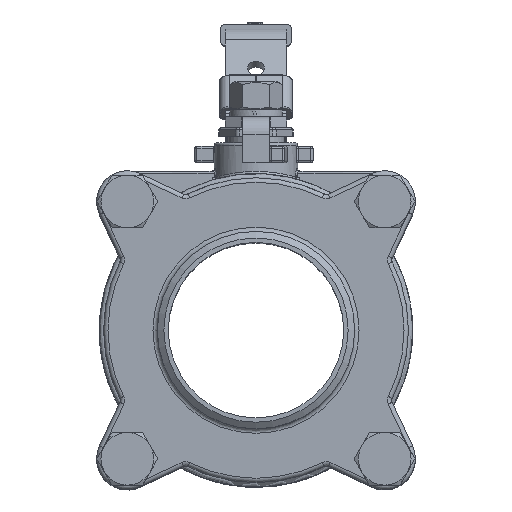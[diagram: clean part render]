
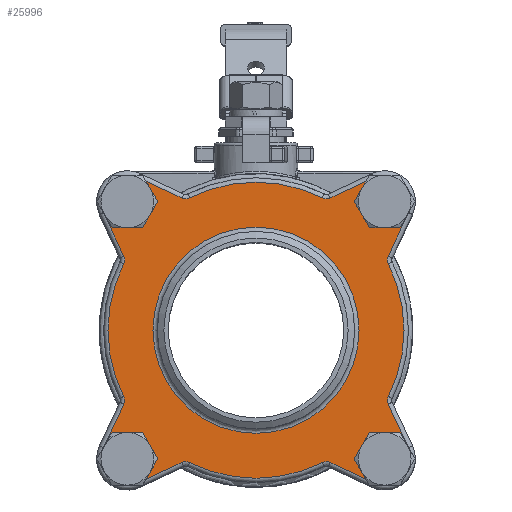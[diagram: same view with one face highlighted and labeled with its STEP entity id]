
A CAD part, top view. The second image highlights one B-rep face of the part: STEP entity #25996.
In plain terms, the highlighted planar face has unit normal (0, 0, 1).
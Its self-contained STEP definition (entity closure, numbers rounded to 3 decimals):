
#1823=LINE('',#35642,#3757);
#1824=LINE('',#35650,#3758);
#1825=LINE('',#35654,#3759);
#1826=LINE('',#35662,#3760);
#1827=LINE('',#35666,#3761);
#1828=LINE('',#35674,#3762);
#1829=LINE('',#35678,#3763);
#1830=LINE('',#35685,#3764);
#3757=VECTOR('',#29848,21.949);
#3758=VECTOR('',#29855,21.949);
#3759=VECTOR('',#29858,21.949);
#3760=VECTOR('',#29865,21.949);
#3761=VECTOR('',#29868,21.949);
#3762=VECTOR('',#29875,21.949);
#3763=VECTOR('',#29878,21.949);
#3764=VECTOR('',#29885,21.949);
#5896=FACE_BOUND('',#7710,.T.);
#6167=FACE_OUTER_BOUND('',#7709,.T.);
#7709=EDGE_LOOP('',(#16765,#16766,#16767,#16768,#16769,#16770,#16771,#16772,
#16773,#16774,#16775,#16776,#16777,#16778,#16779,#16780,#16781,#16782,#16783,
#16784,#16785,#16786,#16787,#16788));
#7710=EDGE_LOOP('',(#16789));
#9357=CIRCLE('',#27645,12.);
#9358=CIRCLE('',#27647,4.);
#9359=CIRCLE('',#27648,67.5);
#9360=CIRCLE('',#27649,4.);
#9361=CIRCLE('',#27650,12.);
#9362=CIRCLE('',#27651,4.);
#9363=CIRCLE('',#27652,67.5);
#9364=CIRCLE('',#27653,4.);
#9365=CIRCLE('',#27654,12.);
#9366=CIRCLE('',#27655,4.);
#9367=CIRCLE('',#27656,67.5);
#9368=CIRCLE('',#27657,4.);
#9369=CIRCLE('',#27658,12.);
#9370=CIRCLE('',#27659,4.);
#9371=CIRCLE('',#27660,67.5);
#9372=CIRCLE('',#27661,4.);
#9373=CIRCLE('',#27662,47.);
#10212=VERTEX_POINT('',#35636);
#10213=VERTEX_POINT('',#35637);
#10214=VERTEX_POINT('',#35641);
#10215=VERTEX_POINT('',#35643);
#10216=VERTEX_POINT('',#35645);
#10217=VERTEX_POINT('',#35647);
#10218=VERTEX_POINT('',#35649);
#10219=VERTEX_POINT('',#35651);
#10220=VERTEX_POINT('',#35653);
#10221=VERTEX_POINT('',#35655);
#10222=VERTEX_POINT('',#35657);
#10223=VERTEX_POINT('',#35659);
#10224=VERTEX_POINT('',#35661);
#10225=VERTEX_POINT('',#35663);
#10226=VERTEX_POINT('',#35665);
#10227=VERTEX_POINT('',#35667);
#10228=VERTEX_POINT('',#35669);
#10229=VERTEX_POINT('',#35671);
#10230=VERTEX_POINT('',#35673);
#10231=VERTEX_POINT('',#35675);
#10232=VERTEX_POINT('',#35677);
#10233=VERTEX_POINT('',#35679);
#10234=VERTEX_POINT('',#35681);
#10235=VERTEX_POINT('',#35683);
#10236=VERTEX_POINT('',#35686);
#12731=EDGE_CURVE('',#10213,#10212,#9357,.T.);
#12732=EDGE_CURVE('',#10214,#10212,#1823,.T.);
#12733=EDGE_CURVE('',#10215,#10214,#9358,.T.);
#12734=EDGE_CURVE('',#10216,#10215,#9359,.T.);
#12735=EDGE_CURVE('',#10217,#10216,#9360,.T.);
#12736=EDGE_CURVE('',#10218,#10217,#1824,.T.);
#12737=EDGE_CURVE('',#10218,#10219,#9361,.T.);
#12738=EDGE_CURVE('',#10220,#10219,#1825,.T.);
#12739=EDGE_CURVE('',#10221,#10220,#9362,.T.);
#12740=EDGE_CURVE('',#10222,#10221,#9363,.T.);
#12741=EDGE_CURVE('',#10223,#10222,#9364,.T.);
#12742=EDGE_CURVE('',#10224,#10223,#1826,.T.);
#12743=EDGE_CURVE('',#10224,#10225,#9365,.T.);
#12744=EDGE_CURVE('',#10226,#10225,#1827,.T.);
#12745=EDGE_CURVE('',#10227,#10226,#9366,.T.);
#12746=EDGE_CURVE('',#10228,#10227,#9367,.T.);
#12747=EDGE_CURVE('',#10229,#10228,#9368,.T.);
#12748=EDGE_CURVE('',#10230,#10229,#1828,.T.);
#12749=EDGE_CURVE('',#10230,#10231,#9369,.T.);
#12750=EDGE_CURVE('',#10232,#10231,#1829,.T.);
#12751=EDGE_CURVE('',#10233,#10232,#9370,.T.);
#12752=EDGE_CURVE('',#10234,#10233,#9371,.T.);
#12753=EDGE_CURVE('',#10235,#10234,#9372,.T.);
#12754=EDGE_CURVE('',#10213,#10235,#1830,.T.);
#12755=EDGE_CURVE('',#10236,#10236,#9373,.T.);
#16765=ORIENTED_EDGE('',*,*,#12731,.T.);
#16766=ORIENTED_EDGE('',*,*,#12732,.F.);
#16767=ORIENTED_EDGE('',*,*,#12733,.F.);
#16768=ORIENTED_EDGE('',*,*,#12734,.F.);
#16769=ORIENTED_EDGE('',*,*,#12735,.F.);
#16770=ORIENTED_EDGE('',*,*,#12736,.F.);
#16771=ORIENTED_EDGE('',*,*,#12737,.T.);
#16772=ORIENTED_EDGE('',*,*,#12738,.F.);
#16773=ORIENTED_EDGE('',*,*,#12739,.F.);
#16774=ORIENTED_EDGE('',*,*,#12740,.F.);
#16775=ORIENTED_EDGE('',*,*,#12741,.F.);
#16776=ORIENTED_EDGE('',*,*,#12742,.F.);
#16777=ORIENTED_EDGE('',*,*,#12743,.T.);
#16778=ORIENTED_EDGE('',*,*,#12744,.F.);
#16779=ORIENTED_EDGE('',*,*,#12745,.F.);
#16780=ORIENTED_EDGE('',*,*,#12746,.F.);
#16781=ORIENTED_EDGE('',*,*,#12747,.F.);
#16782=ORIENTED_EDGE('',*,*,#12748,.F.);
#16783=ORIENTED_EDGE('',*,*,#12749,.T.);
#16784=ORIENTED_EDGE('',*,*,#12750,.F.);
#16785=ORIENTED_EDGE('',*,*,#12751,.F.);
#16786=ORIENTED_EDGE('',*,*,#12752,.F.);
#16787=ORIENTED_EDGE('',*,*,#12753,.F.);
#16788=ORIENTED_EDGE('',*,*,#12754,.F.);
#16789=ORIENTED_EDGE('',*,*,#12755,.F.);
#23816=PLANE('',#27646);
#25996=ADVANCED_FACE('',(#6167,#5896),#23816,.T.);
#27645=AXIS2_PLACEMENT_3D('',#35639,#29844,#29845);
#27646=AXIS2_PLACEMENT_3D('',#35640,#29846,#29847);
#27647=AXIS2_PLACEMENT_3D('',#35644,#29849,#29850);
#27648=AXIS2_PLACEMENT_3D('',#35646,#29851,#29852);
#27649=AXIS2_PLACEMENT_3D('',#35648,#29853,#29854);
#27650=AXIS2_PLACEMENT_3D('',#35652,#29856,#29857);
#27651=AXIS2_PLACEMENT_3D('',#35656,#29859,#29860);
#27652=AXIS2_PLACEMENT_3D('',#35658,#29861,#29862);
#27653=AXIS2_PLACEMENT_3D('',#35660,#29863,#29864);
#27654=AXIS2_PLACEMENT_3D('',#35664,#29866,#29867);
#27655=AXIS2_PLACEMENT_3D('',#35668,#29869,#29870);
#27656=AXIS2_PLACEMENT_3D('',#35670,#29871,#29872);
#27657=AXIS2_PLACEMENT_3D('',#35672,#29873,#29874);
#27658=AXIS2_PLACEMENT_3D('',#35676,#29876,#29877);
#27659=AXIS2_PLACEMENT_3D('',#35680,#29879,#29880);
#27660=AXIS2_PLACEMENT_3D('',#35682,#29881,#29882);
#27661=AXIS2_PLACEMENT_3D('',#35684,#29883,#29884);
#27662=AXIS2_PLACEMENT_3D('',#35687,#29886,#29887);
#29844=DIRECTION('center_axis',(0.,0.,-1.));
#29845=DIRECTION('ref_axis',(-1.,0.,0.));
#29846=DIRECTION('center_axis',(0.,0.,1.));
#29847=DIRECTION('ref_axis',(1.,0.,0.));
#29848=DIRECTION('',(-0.422,0.906,0.));
#29849=DIRECTION('center_axis',(0.,0.,1.));
#29850=DIRECTION('ref_axis',(1.,-0.014,0.));
#29851=DIRECTION('center_axis',(0.,0.,-1.));
#29852=DIRECTION('ref_axis',(-1.,0.,0.));
#29853=DIRECTION('center_axis',(0.,0.,1.));
#29854=DIRECTION('ref_axis',(1.,0.014,0.));
#29855=DIRECTION('',(0.422,0.906,0.));
#29856=DIRECTION('center_axis',(0.,0.,-1.));
#29857=DIRECTION('ref_axis',(-1.,0.,0.));
#29858=DIRECTION('',(-0.906,-0.422,0.));
#29859=DIRECTION('center_axis',(0.,0.,1.));
#29860=DIRECTION('ref_axis',(0.014,1.,0.));
#29861=DIRECTION('center_axis',(0.,0.,-1.));
#29862=DIRECTION('ref_axis',(0.,-1.,0.));
#29863=DIRECTION('center_axis',(0.,0.,1.));
#29864=DIRECTION('ref_axis',(-0.014,1.,0.));
#29865=DIRECTION('',(-0.906,0.422,0.));
#29866=DIRECTION('center_axis',(0.,0.,-1.));
#29867=DIRECTION('ref_axis',(-1.,0.,0.));
#29868=DIRECTION('',(0.422,-0.906,0.));
#29869=DIRECTION('center_axis',(0.,0.,1.));
#29870=DIRECTION('ref_axis',(-1.,0.014,0.));
#29871=DIRECTION('center_axis',(0.,0.,-1.));
#29872=DIRECTION('ref_axis',(1.,0.,0.));
#29873=DIRECTION('center_axis',(0.,0.,1.));
#29874=DIRECTION('ref_axis',(-1.,-0.014,0.));
#29875=DIRECTION('',(-0.422,-0.906,0.));
#29876=DIRECTION('center_axis',(0.,0.,-1.));
#29877=DIRECTION('ref_axis',(-1.,0.,0.));
#29878=DIRECTION('',(0.906,0.422,0.));
#29879=DIRECTION('center_axis',(0.,0.,1.));
#29880=DIRECTION('ref_axis',(-0.014,-1.,0.));
#29881=DIRECTION('center_axis',(0.,0.,-1.));
#29882=DIRECTION('ref_axis',(0.,1.,0.));
#29883=DIRECTION('center_axis',(0.,0.,1.));
#29884=DIRECTION('ref_axis',(0.014,-1.,0.));
#29885=DIRECTION('',(0.906,-0.422,0.));
#29886=DIRECTION('center_axis',(0.,0.,1.));
#29887=DIRECTION('ref_axis',(-1.,0.,0.));
#35636=CARTESIAN_POINT('',(-69.567,53.621,65.35));
#35637=CARTESIAN_POINT('',(-53.621,69.567,65.35));
#35639=CARTESIAN_POINT('Origin',(-58.69,58.69,65.35));
#35640=CARTESIAN_POINT('Origin',(0.,0.,
65.35));
#35641=CARTESIAN_POINT('',(-60.295,33.727,65.35));
#35642=CARTESIAN_POINT('',(-53.095,18.277,65.35));
#35643=CARTESIAN_POINT('',(-60.345,30.245,65.35));
#35644=CARTESIAN_POINT('Origin',(-63.921,32.037,65.35));
#35645=CARTESIAN_POINT('',(-60.345,-30.245,65.35));
#35646=CARTESIAN_POINT('Origin',(0.,0.,65.35));
#35647=CARTESIAN_POINT('',(-60.295,-33.727,65.35));
#35648=CARTESIAN_POINT('Origin',(-63.921,-32.037,65.35));
#35649=CARTESIAN_POINT('',(-69.567,-53.621,65.35));
#35650=CARTESIAN_POINT('',(-48.459,-8.329,65.35));
#35651=CARTESIAN_POINT('',(-53.621,-69.567,65.35));
#35652=CARTESIAN_POINT('Origin',(-58.69,-58.69,65.35));
#35653=CARTESIAN_POINT('',(-33.727,-60.295,65.35));
#35654=CARTESIAN_POINT('',(-18.277,-53.095,65.35));
#35655=CARTESIAN_POINT('',(-30.245,-60.345,65.35));
#35656=CARTESIAN_POINT('Origin',(-32.037,-63.921,65.35));
#35657=CARTESIAN_POINT('',(30.245,-60.345,65.35));
#35658=CARTESIAN_POINT('Origin',(0.,0.,65.35));
#35659=CARTESIAN_POINT('',(33.727,-60.295,65.35));
#35660=CARTESIAN_POINT('Origin',(32.037,-63.921,65.35));
#35661=CARTESIAN_POINT('',(53.621,-69.567,65.35));
#35662=CARTESIAN_POINT('',(8.329,-48.459,65.35));
#35663=CARTESIAN_POINT('',(69.567,-53.621,65.35));
#35664=CARTESIAN_POINT('Origin',(58.69,-58.69,65.35));
#35665=CARTESIAN_POINT('',(60.295,-33.727,65.35));
#35666=CARTESIAN_POINT('',(53.095,-18.277,65.35));
#35667=CARTESIAN_POINT('',(60.345,-30.245,65.35));
#35668=CARTESIAN_POINT('Origin',(63.921,-32.037,65.35));
#35669=CARTESIAN_POINT('',(60.345,30.245,65.35));
#35670=CARTESIAN_POINT('Origin',(0.,0.,65.35));
#35671=CARTESIAN_POINT('',(60.295,33.727,65.35));
#35672=CARTESIAN_POINT('Origin',(63.921,32.037,65.35));
#35673=CARTESIAN_POINT('',(69.567,53.621,65.35));
#35674=CARTESIAN_POINT('',(48.459,8.329,65.35));
#35675=CARTESIAN_POINT('',(53.621,69.567,65.35));
#35676=CARTESIAN_POINT('Origin',(58.69,58.69,65.35));
#35677=CARTESIAN_POINT('',(33.727,60.295,65.35));
#35678=CARTESIAN_POINT('',(18.277,53.095,65.35));
#35679=CARTESIAN_POINT('',(30.245,60.345,65.35));
#35680=CARTESIAN_POINT('Origin',(32.037,63.921,65.35));
#35681=CARTESIAN_POINT('',(-30.245,60.345,65.35));
#35682=CARTESIAN_POINT('Origin',(0.,0.,65.35));
#35683=CARTESIAN_POINT('',(-33.727,60.295,65.35));
#35684=CARTESIAN_POINT('Origin',(-32.037,63.921,65.35));
#35685=CARTESIAN_POINT('',(-8.329,48.459,65.35));
#35686=CARTESIAN_POINT('',(47.,0.,65.35));
#35687=CARTESIAN_POINT('Origin',(0.,0.,65.35));
